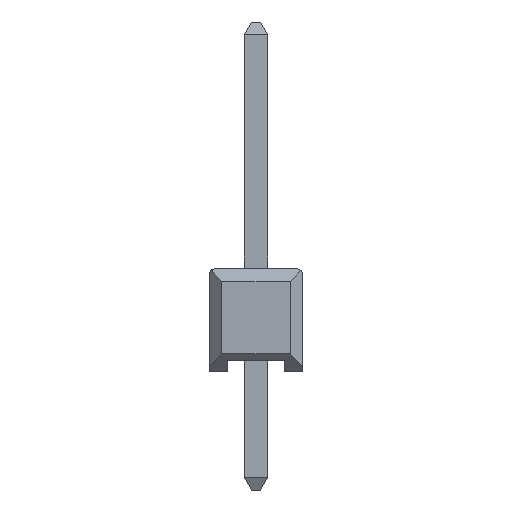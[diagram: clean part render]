
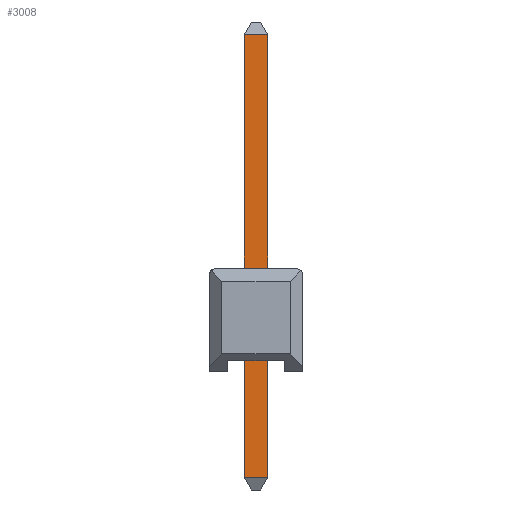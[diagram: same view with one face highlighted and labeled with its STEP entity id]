
A CAD part, front view. The second image highlights one B-rep face of the part: STEP entity #3008.
In plain terms, the highlighted free-form (B-spline) face has degree [1, 1] with [2, 2] control points.
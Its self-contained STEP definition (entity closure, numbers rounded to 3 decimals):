
#2270 = B_SPLINE_SURFACE_WITH_KNOTS('',1,1,(
    (#2271,#2272)
    ,(#2273,#2274
    )),.UNSPECIFIED.,.F.,.F.,.F.,(2,2),(2,2),(0.01,
    0.4),(-0.64,-0.01),.PIECEWISE_BEZIER_KNOTS.);
#2271 = CARTESIAN_POINT('',(0.315,-12.825,-3.2)
  );
#2272 = CARTESIAN_POINT('',(-0.315,-12.825,-3.2)
  );
#2273 = CARTESIAN_POINT('',(0.315,-13.015,-2.86)
  );
#2274 = CARTESIAN_POINT('',(-0.315,-13.015,-2.86)
  );
#2308 = VERTEX_POINT('',#2309);
#2309 = CARTESIAN_POINT('',(-0.315,-13.015,-2.86)
  );
#2346 = B_SPLINE_SURFACE_WITH_KNOTS('',1,1,(
    (#2347,#2348)
    ,(#2349,#2350
    )),.UNSPECIFIED.,.F.,.F.,.F.,(2,2),(2,2),(-9.358,
    0.093),(-0.64,0.01),
  .PIECEWISE_BEZIER_KNOTS.);
#2347 = CARTESIAN_POINT('',(-0.315,-12.375,9.326)
  );
#2348 = CARTESIAN_POINT('',(-0.315,-13.025,9.326)
  );
#2349 = CARTESIAN_POINT('',(-0.315,-12.375,-2.981)
  );
#2350 = CARTESIAN_POINT('',(-0.315,-13.025,-2.981)
  );
#2564 = VERTEX_POINT('',#2565);
#2565 = CARTESIAN_POINT('',(0.315,-13.015,-2.86)
  );
#2600 = B_SPLINE_SURFACE_WITH_KNOTS('',1,1,(
    (#2601,#2602)
    ,(#2603,#2604
    )),.UNSPECIFIED.,.F.,.F.,.F.,(2,2),(2,2),(-0.64,0.01),(
    -9.358,0.093),.PIECEWISE_BEZIER_KNOTS.);
#2601 = CARTESIAN_POINT('',(0.315,-12.375,9.326));
#2602 = CARTESIAN_POINT('',(0.315,-12.375,-2.981)
  );
#2603 = CARTESIAN_POINT('',(0.315,-13.025,9.326));
#2604 = CARTESIAN_POINT('',(0.315,-13.025,-2.981)
  );
#2635 = EDGE_CURVE('',#2564,#2308,#2636,.T.);
#2636 = SURFACE_CURVE('',#2637,(#2640,#2646),.PCURVE_S1.);
#2637 = B_SPLINE_CURVE_WITH_KNOTS('',1,(#2638,#2639),.UNSPECIFIED.,.F.,
  .F.,(2,2),(-9.896,-9.266),.PIECEWISE_BEZIER_KNOTS.);
#2638 = CARTESIAN_POINT('',(0.315,-13.015,-2.86)
  );
#2639 = CARTESIAN_POINT('',(-0.315,-13.015,-2.86)
  );
#2640 = PCURVE('',#2270,#2641);
#2641 = DEFINITIONAL_REPRESENTATION('',(#2642),#2645);
#2642 = B_SPLINE_CURVE_WITH_KNOTS('',1,(#2643,#2644),.UNSPECIFIED.,.F.,
  .F.,(2,2),(-9.896,-9.266),.PIECEWISE_BEZIER_KNOTS.);
#2643 = CARTESIAN_POINT('',(0.4,-0.64));
#2644 = CARTESIAN_POINT('',(0.4,-0.01));
#2645 = ( GEOMETRIC_REPRESENTATION_CONTEXT(2) 
PARAMETRIC_REPRESENTATION_CONTEXT() REPRESENTATION_CONTEXT('2D SPACE',''
  ) );
#2646 = PCURVE('',#2647,#2652);
#2647 = B_SPLINE_SURFACE_WITH_KNOTS('',1,1,(
    (#2648,#2649)
    ,(#2650,#2651
    )),.UNSPECIFIED.,.F.,.F.,.F.,(2,2),(2,2),(0.121,
    12.136),(-0.64,-0.01),.PIECEWISE_BEZIER_KNOTS.);
#2648 = CARTESIAN_POINT('',(0.315,-13.015,-2.86)
  );
#2649 = CARTESIAN_POINT('',(-0.315,-13.015,-2.86)
  );
#2650 = CARTESIAN_POINT('',(0.315,-13.015,9.156));
#2651 = CARTESIAN_POINT('',(-0.315,-13.015,9.156)
  );
#2652 = DEFINITIONAL_REPRESENTATION('',(#2653),#2656);
#2653 = B_SPLINE_CURVE_WITH_KNOTS('',1,(#2654,#2655),.UNSPECIFIED.,.F.,
  .F.,(2,2),(-9.896,-9.266),.PIECEWISE_BEZIER_KNOTS.);
#2654 = CARTESIAN_POINT('',(0.121,-0.64));
#2655 = CARTESIAN_POINT('',(0.121,-0.01));
#2656 = ( GEOMETRIC_REPRESENTATION_CONTEXT(2) 
PARAMETRIC_REPRESENTATION_CONTEXT() REPRESENTATION_CONTEXT('2D SPACE',''
  ) );
#2768 = VERTEX_POINT('',#2769);
#2769 = CARTESIAN_POINT('',(0.315,-13.015,9.156));
#2781 = B_SPLINE_SURFACE_WITH_KNOTS('',1,1,(
    (#2782,#2783)
    ,(#2784,#2785
    )),.UNSPECIFIED.,.F.,.F.,.F.,(2,2),(2,2),(-0.399,
    -0.01),(-0.64,-0.01),.PIECEWISE_BEZIER_KNOTS.);
#2782 = CARTESIAN_POINT('',(0.315,-13.015,9.156));
#2783 = CARTESIAN_POINT('',(-0.315,-13.015,9.156)
  );
#2784 = CARTESIAN_POINT('',(0.315,-12.825,9.496));
#2785 = CARTESIAN_POINT('',(-0.315,-12.825,9.496));
#2855 = VERTEX_POINT('',#2856);
#2856 = CARTESIAN_POINT('',(-0.315,-13.015,9.156)
  );
#2874 = EDGE_CURVE('',#2855,#2768,#2875,.T.);
#2875 = SURFACE_CURVE('',#2876,(#2879,#2885),.PCURVE_S1.);
#2876 = B_SPLINE_CURVE_WITH_KNOTS('',1,(#2877,#2878),.UNSPECIFIED.,.F.,
  .F.,(2,2),(-19.791,-19.161),.PIECEWISE_BEZIER_KNOTS.);
#2877 = CARTESIAN_POINT('',(-0.315,-13.015,9.156)
  );
#2878 = CARTESIAN_POINT('',(0.315,-13.015,9.156));
#2879 = PCURVE('',#2781,#2880);
#2880 = DEFINITIONAL_REPRESENTATION('',(#2881),#2884);
#2881 = B_SPLINE_CURVE_WITH_KNOTS('',1,(#2882,#2883),.UNSPECIFIED.,.F.,
  .F.,(2,2),(-19.791,-19.161),.PIECEWISE_BEZIER_KNOTS.);
#2882 = CARTESIAN_POINT('',(-0.399,-0.01));
#2883 = CARTESIAN_POINT('',(-0.399,-0.64));
#2884 = ( GEOMETRIC_REPRESENTATION_CONTEXT(2) 
PARAMETRIC_REPRESENTATION_CONTEXT() REPRESENTATION_CONTEXT('2D SPACE',''
  ) );
#2885 = PCURVE('',#2647,#2886);
#2886 = DEFINITIONAL_REPRESENTATION('',(#2887),#2890);
#2887 = B_SPLINE_CURVE_WITH_KNOTS('',1,(#2888,#2889),.UNSPECIFIED.,.F.,
  .F.,(2,2),(-19.791,-19.161),.PIECEWISE_BEZIER_KNOTS.);
#2888 = CARTESIAN_POINT('',(12.136,-0.01));
#2889 = CARTESIAN_POINT('',(12.136,-0.64));
#2890 = ( GEOMETRIC_REPRESENTATION_CONTEXT(2) 
PARAMETRIC_REPRESENTATION_CONTEXT() REPRESENTATION_CONTEXT('2D SPACE',''
  ) );
#2988 = EDGE_CURVE('',#2768,#2564,#2989,.T.);
#2989 = SURFACE_CURVE('',#2990,(#2993,#3000),.PCURVE_S1.);
#2990 = B_SPLINE_CURVE_WITH_KNOTS('',1,(#2991,#2992),.UNSPECIFIED.,.F.,
  .F.,(2,2),(-19.123,-9.896),.PIECEWISE_BEZIER_KNOTS.);
#2991 = CARTESIAN_POINT('',(0.315,-13.015,9.156));
#2992 = CARTESIAN_POINT('',(0.315,-13.015,-2.86)
  );
#2993 = PCURVE('',#2600,#2994);
#2994 = DEFINITIONAL_REPRESENTATION('',(#2995),#2999);
#2995 = B_SPLINE_CURVE_WITH_KNOTS('',2,(#2996,#2997,#2998),
  .UNSPECIFIED.,.F.,.F.,(3,3),(-19.123,-9.896),
  .PIECEWISE_BEZIER_KNOTS.);
#2996 = CARTESIAN_POINT('',(0.,-9.227));
#2997 = CARTESIAN_POINT('',(0.,-4.614));
#2998 = CARTESIAN_POINT('',(0.,0.));
#2999 = ( GEOMETRIC_REPRESENTATION_CONTEXT(2) 
PARAMETRIC_REPRESENTATION_CONTEXT() REPRESENTATION_CONTEXT('2D SPACE',''
  ) );
#3000 = PCURVE('',#2647,#3001);
#3001 = DEFINITIONAL_REPRESENTATION('',(#3002),#3005);
#3002 = B_SPLINE_CURVE_WITH_KNOTS('',1,(#3003,#3004),.UNSPECIFIED.,.F.,
  .F.,(2,2),(-19.123,-9.896),.PIECEWISE_BEZIER_KNOTS.);
#3003 = CARTESIAN_POINT('',(12.136,-0.64));
#3004 = CARTESIAN_POINT('',(0.121,-0.64));
#3005 = ( GEOMETRIC_REPRESENTATION_CONTEXT(2) 
PARAMETRIC_REPRESENTATION_CONTEXT() REPRESENTATION_CONTEXT('2D SPACE',''
  ) );
#3008 = ADVANCED_FACE('',(#3009),#2647,.T.);
#3009 = FACE_BOUND('',#3010,.T.);
#3010 = EDGE_LOOP('',(#3011,#3030,#3031,#3032));
#3011 = ORIENTED_EDGE('',*,*,#3012,.T.);
#3012 = EDGE_CURVE('',#2855,#2308,#3013,.T.);
#3013 = SURFACE_CURVE('',#3014,(#3017,#3023),.PCURVE_S1.);
#3014 = B_SPLINE_CURVE_WITH_KNOTS('',1,(#3015,#3016),.UNSPECIFIED.,.F.,
  .F.,(2,2),(0.038,9.266),
  .PIECEWISE_BEZIER_KNOTS.);
#3015 = CARTESIAN_POINT('',(-0.315,-13.015,9.156)
  );
#3016 = CARTESIAN_POINT('',(-0.315,-13.015,-2.86)
  );
#3017 = PCURVE('',#2647,#3018);
#3018 = DEFINITIONAL_REPRESENTATION('',(#3019),#3022);
#3019 = B_SPLINE_CURVE_WITH_KNOTS('',1,(#3020,#3021),.UNSPECIFIED.,.F.,
  .F.,(2,2),(0.038,9.266),
  .PIECEWISE_BEZIER_KNOTS.);
#3020 = CARTESIAN_POINT('',(12.136,-0.01));
#3021 = CARTESIAN_POINT('',(0.121,-0.01));
#3022 = ( GEOMETRIC_REPRESENTATION_CONTEXT(2) 
PARAMETRIC_REPRESENTATION_CONTEXT() REPRESENTATION_CONTEXT('2D SPACE',''
  ) );
#3023 = PCURVE('',#2346,#3024);
#3024 = DEFINITIONAL_REPRESENTATION('',(#3025),#3029);
#3025 = B_SPLINE_CURVE_WITH_KNOTS('',2,(#3026,#3027,#3028),
  .UNSPECIFIED.,.F.,.F.,(3,3),(0.038,9.266),
  .PIECEWISE_BEZIER_KNOTS.);
#3026 = CARTESIAN_POINT('',(-9.227,0.));
#3027 = CARTESIAN_POINT('',(-4.614,0.));
#3028 = CARTESIAN_POINT('',(0.,0.));
#3029 = ( GEOMETRIC_REPRESENTATION_CONTEXT(2) 
PARAMETRIC_REPRESENTATION_CONTEXT() REPRESENTATION_CONTEXT('2D SPACE',''
  ) );
#3030 = ORIENTED_EDGE('',*,*,#2635,.F.);
#3031 = ORIENTED_EDGE('',*,*,#2988,.F.);
#3032 = ORIENTED_EDGE('',*,*,#2874,.F.);
